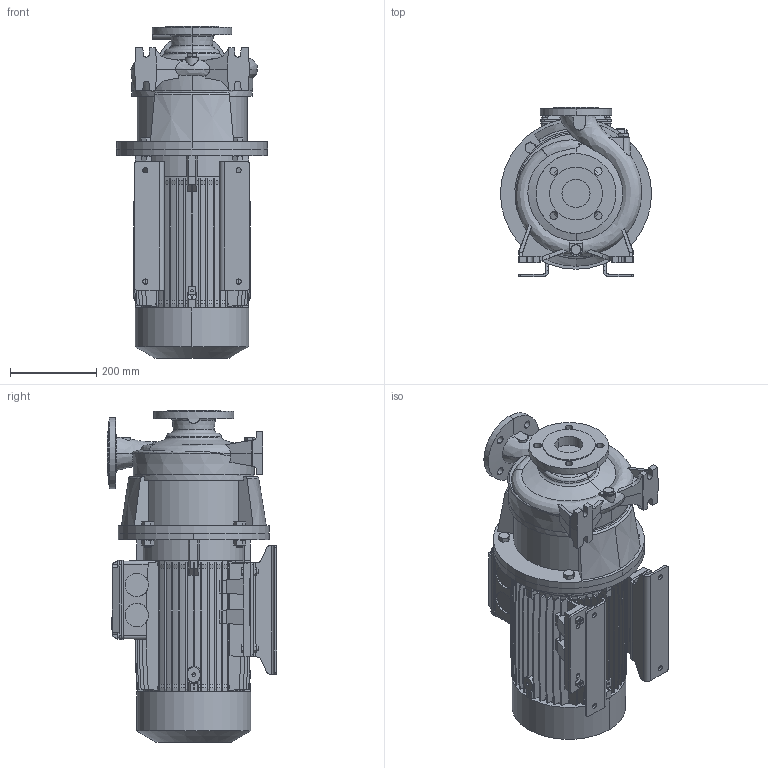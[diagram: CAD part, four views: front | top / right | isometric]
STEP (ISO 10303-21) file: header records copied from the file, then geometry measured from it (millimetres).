
FILE_DESCRIPTION (( 'STEP AP214' ), '1' );
FILE_NAME ('4.93.603.30swa01.step', '2022-12-13T09:44:03', ( '' ), ( '' ), 'SwSTEP 2.0', 'SolidWorks 2020', '' );
FILE_SCHEMA (( 'AUTOMOTIVE_DESIGN' ));
Length unit declared in the file: millimetre
Products named in the file (6): Copia di 4_93_603_28_REV00^4.93.603.30swa01; 10008958swp01_132M-R3; 10008962swa01_M132M; 10007568swp00_M132 B5-De350; 10007670swn00_M32x1.5; 4.93.603.30swa01
Assembly tree (6 placements, depth 3):
  4.93.603.30swa01
    Copia di 4_93_603_28_REV00^4.93.603.30swa01
    10008962swa01_M132M
      10007568swp00_M132 B5-De350
      10008958swp01_132M-R3
      10007670swn00_M32x1.5  x2
Bounding box: 350 x 392 x 769 mm (x, y, z)
Volume: 41963215.2 mm3; surface area: 2270802.5 mm2
Topology: 26 solids, 26 shells, 2226 faces, 5813 edges, 3742 vertices
Faces by surface type: plane 1197, cylinder 390, cone 367, bspline 257, torus 15
Entity records: 103388 total; most frequent: CARTESIAN_POINT 52827, ORIENTED_EDGE 11276, DIRECTION 8849, EDGE_CURVE 5638, VERTEX_POINT 3644, LINE 3147, VECTOR 3147, AXIS2_PLACEMENT_3D 2851
